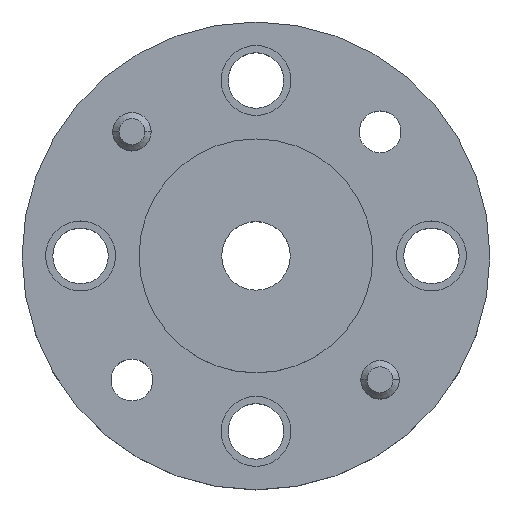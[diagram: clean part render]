
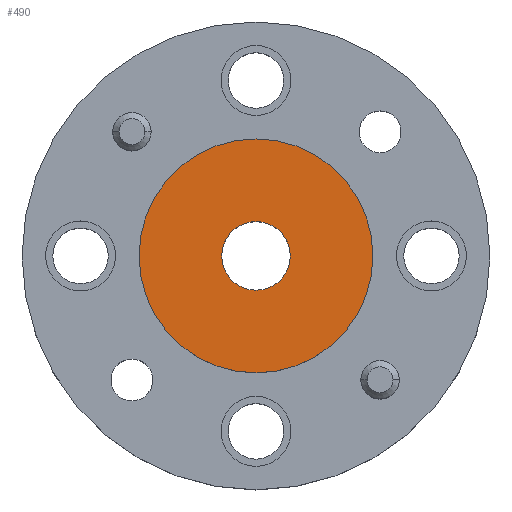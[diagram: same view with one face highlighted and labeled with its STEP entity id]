
A CAD part, top view. The second image highlights one B-rep face of the part: STEP entity #490.
In plain terms, the highlighted planar face has unit normal (0, 0, 1).
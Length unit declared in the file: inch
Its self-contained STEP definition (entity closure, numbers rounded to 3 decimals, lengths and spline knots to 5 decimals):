
#15 = CIRCLE ( 'NONE', #1115, 0.055 ) ;
#16 = DIRECTION ( 'NONE',  ( 1., 0., 0. ) ) ;
#24 = DIRECTION ( 'NONE',  ( 0., 0., 1. ) ) ;
#125 = DIRECTION ( 'NONE',  ( 0., 0., 1. ) ) ;
#178 = DIRECTION ( 'NONE',  ( 0., 0., 1. ) ) ;
#188 = CARTESIAN_POINT ( 'NONE',  ( 0., 0., 0.037 ) ) ;
#307 = FACE_OUTER_BOUND ( 'NONE', #411, .T. ) ;
#411 = EDGE_LOOP ( 'NONE', ( #884, #883 ) ) ;
#490 = ADVANCED_FACE ( 'NONE', ( #736, #307 ), #728, .T. ) ;
#502 = CIRCLE ( 'NONE', #1010, 0.1875 ) ;
#574 = CARTESIAN_POINT ( 'NONE',  ( 0., 0., 0.037 ) ) ;
#576 = EDGE_CURVE ( 'NONE', #985, #1604, #15, .T. ) ;
#634 = VERTEX_POINT ( 'NONE', #1775 ) ;
#662 = EDGE_CURVE ( 'NONE', #634, #1584, #1872, .T. ) ;
#728 = PLANE ( 'NONE',  #775 ) ;
#736 = FACE_BOUND ( 'NONE', #1068, .T. ) ;
#754 = EDGE_CURVE ( 'NONE', #1584, #634, #502, .T. ) ;
#775 = AXIS2_PLACEMENT_3D ( 'NONE', #1663, #1177, #893 ) ;
#782 = AXIS2_PLACEMENT_3D ( 'NONE', #1348, #1951, #1480 ) ;
#883 = ORIENTED_EDGE ( 'NONE', *, *, #754, .T. ) ;
#884 = ORIENTED_EDGE ( 'NONE', *, *, #662, .T. ) ;
#893 = DIRECTION ( 'NONE',  ( 1., 0., 0. ) ) ;
#933 = DIRECTION ( 'NONE',  ( 1., 0., 0. ) ) ;
#985 = VERTEX_POINT ( 'NONE', #1167 ) ;
#1005 = CARTESIAN_POINT ( 'NONE',  ( 0.1875, 0., 0.037 ) ) ;
#1010 = AXIS2_PLACEMENT_3D ( 'NONE', #188, #24, #933 ) ;
#1068 = EDGE_LOOP ( 'NONE', ( #1169, #1811 ) ) ;
#1115 = AXIS2_PLACEMENT_3D ( 'NONE', #574, #125, #1637 ) ;
#1167 = CARTESIAN_POINT ( 'NONE',  ( 0.055, 0., 0.037 ) ) ;
#1169 = ORIENTED_EDGE ( 'NONE', *, *, #576, .F. ) ;
#1177 = DIRECTION ( 'NONE',  ( 0., 0., 1. ) ) ;
#1348 = CARTESIAN_POINT ( 'NONE',  ( 0., 0., 0.037 ) ) ;
#1351 = CIRCLE ( 'NONE', #782, 0.055 ) ;
#1480 = DIRECTION ( 'NONE',  ( 1., 0., 0. ) ) ;
#1517 = CARTESIAN_POINT ( 'NONE',  ( 0., 0., 0.037 ) ) ;
#1584 = VERTEX_POINT ( 'NONE', #1005 ) ;
#1604 = VERTEX_POINT ( 'NONE', #1623 ) ;
#1623 = CARTESIAN_POINT ( 'NONE',  ( -0.055, 0., 0.037 ) ) ;
#1637 = DIRECTION ( 'NONE',  ( 1., 0., 0. ) ) ;
#1663 = CARTESIAN_POINT ( 'NONE',  ( 0., 0., 0.037 ) ) ;
#1723 = AXIS2_PLACEMENT_3D ( 'NONE', #1517, #178, #16 ) ;
#1775 = CARTESIAN_POINT ( 'NONE',  ( -0.1875, 0., 0.037 ) ) ;
#1811 = ORIENTED_EDGE ( 'NONE', *, *, #1813, .F. ) ;
#1813 = EDGE_CURVE ( 'NONE', #1604, #985, #1351, .T. ) ;
#1872 = CIRCLE ( 'NONE', #1723, 0.1875 ) ;
#1951 = DIRECTION ( 'NONE',  ( 0., 0., 1. ) ) ;
